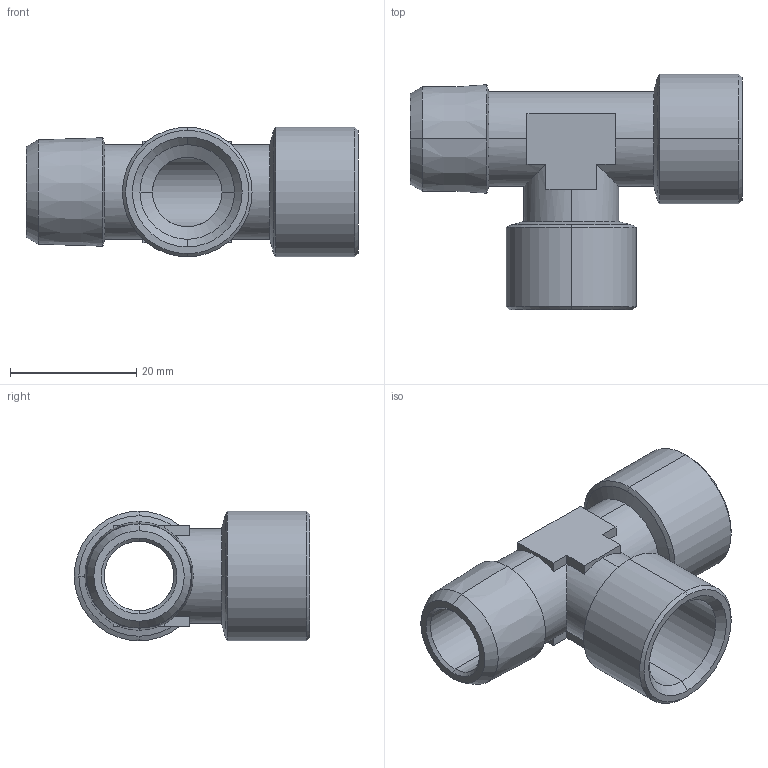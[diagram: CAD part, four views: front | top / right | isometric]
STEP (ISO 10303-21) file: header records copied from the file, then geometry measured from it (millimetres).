
FILE_DESCRIPTION (( 'STEP AP214' ), '1' );
FILE_NAME ('DRF.FFM03.STEP', '2018-09-03T09:25:38', ( '' ), ( '' ), 'SwSTEP 2.0', 'SolidWorks 2018', '' );
FILE_SCHEMA (( 'AUTOMOTIVE_DESIGN' ));
Length unit declared in the file: millimetre
Products named in the file (1): DRF.FFM03
Bounding box: 52.5 x 37.25 x 20.5 mm (x, y, z)
Volume: 8584.3 mm3; surface area: 7399.6 mm2
Topology: 1 solids, 1 shells, 68 faces, 170 edges, 103 vertices
Faces by surface type: cone 24, plane 21, cylinder 19, bspline 4
Entity records: 2105 total; most frequent: CARTESIAN_POINT 435, DIRECTION 361, ORIENTED_EDGE 340, EDGE_CURVE 170, AXIS2_PLACEMENT_3D 137, VERTEX_POINT 103, LINE 87, VECTOR 87
